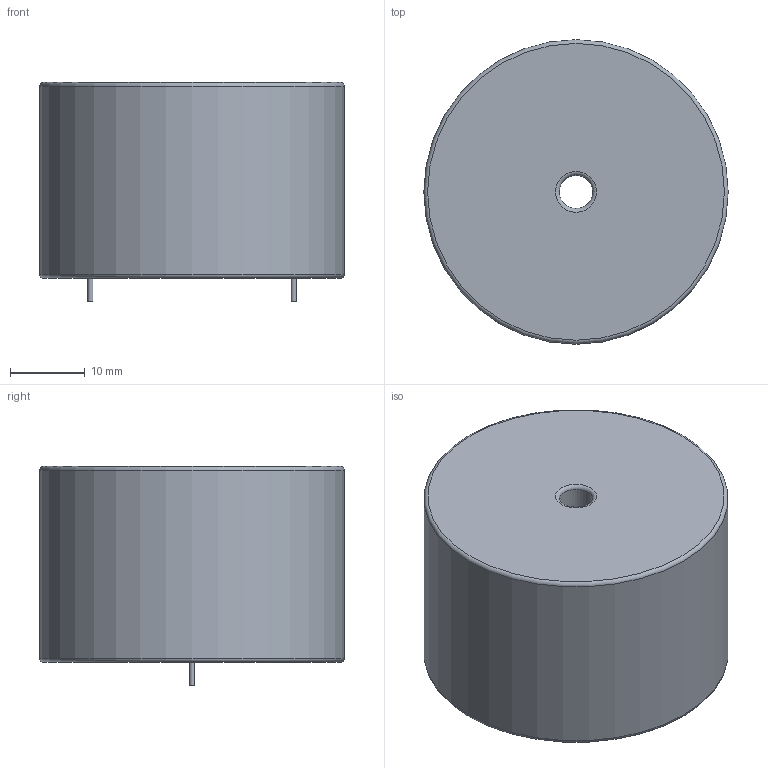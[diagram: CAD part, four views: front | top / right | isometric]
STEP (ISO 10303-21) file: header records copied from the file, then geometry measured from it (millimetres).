
FILE_DESCRIPTION(('FreeCAD Model'),'2;1');
FILE_NAME('L_Radial_D40.6mm_P27.18mm_Vishay_IHB-4.step','2018-01-10T12:29:19',( 'kicad StepUp'),('ksu MCAD'),'Open CASCADE STEP processor 6.8', 'FreeCAD','Unknown');
FILE_SCHEMA(('AUTOMOTIVE_DESIGN_CC2 { 1 2 10303 214 -1 1 5 4 }'));
Length unit declared in the file: millimetre
Products named in the file (1): L_Radial_D40.6mm_P27.18mm_Vishay_IHB-4
Bounding box: 40.64 x 40.64 x 29.26 mm (x, y, z)
Volume: 33515.1 mm3; surface area: 6224.6 mm2
Topology: 1 solids, 1 shells, 11 faces, 18 edges, 11 vertices
Faces by surface type: plane 4, cylinder 4, torus 3
Full cylindrical faces by diameter (mm): 0.7 x2, 4.45 x1, 40.64 x1
Entity records: 224 total; most frequent: ORIENTED_EDGE 30, CARTESIAN_POINT 25, AXIS2_PLACEMENT_3D 21, EDGE_CURVE 18, FACE_BOUND 15, EDGE_LOOP 15, CIRCLE 14, ADVANCED_FACE 11
